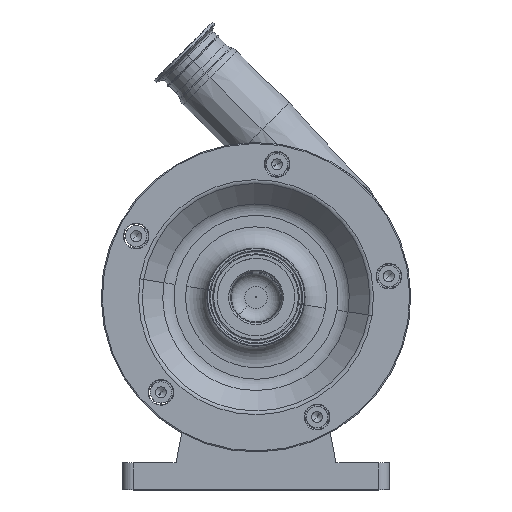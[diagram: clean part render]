
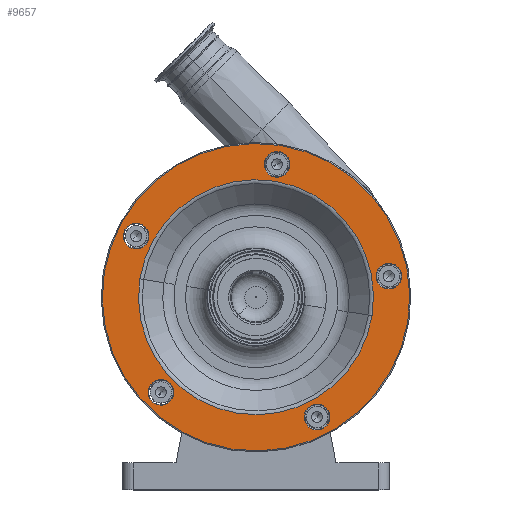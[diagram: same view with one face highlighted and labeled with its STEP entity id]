
A CAD part, top view. The second image highlights one B-rep face of the part: STEP entity #9657.
In plain terms, the highlighted planar face has unit normal (0, 0, 1).
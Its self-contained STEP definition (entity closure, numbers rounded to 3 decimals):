
#96 = AXIS2_PLACEMENT_3D ( 'NONE', #8191, #6750, #6656 ) ;
#115 = ORIENTED_EDGE ( 'NONE', *, *, #9056, .F. ) ;
#173 = ORIENTED_EDGE ( 'NONE', *, *, #13717, .T. ) ;
#274 = DIRECTION ( 'NONE',  ( 0.988, -0.156, 0. ) ) ;
#316 = DIRECTION ( 'NONE',  ( 0.988, -0.156, 0. ) ) ;
#500 = CARTESIAN_POINT ( 'NONE',  ( 69.055, 65.856, 220. ) ) ;
#579 = CARTESIAN_POINT ( 'NONE',  ( 45.351, 69.61, 220. ) ) ;
#957 = CARTESIAN_POINT ( 'NONE',  ( 108.716, 162.781, 220. ) ) ;
#1021 = ORIENTED_EDGE ( 'NONE', *, *, #6804, .F. ) ;
#1103 = CIRCLE ( 'NONE', #14222, 12. ) ;
#1435 = DIRECTION ( 'NONE',  ( 0., 0., 1. ) ) ;
#1506 = DIRECTION ( 'NONE',  ( 0.988, -0.156, 0. ) ) ;
#1779 = CARTESIAN_POINT ( 'NONE',  ( 0., 180., 220. ) ) ;
#1799 = DIRECTION ( 'NONE',  ( 0.988, -0.156, 0. ) ) ;
#1871 = CARTESIAN_POINT ( 'NONE',  ( 112.596, 201.588, 220. ) ) ;
#1906 = VERTEX_POINT ( 'NONE', #16779 ) ;
#1909 = AXIS2_PLACEMENT_3D ( 'NONE', #8455, #1435, #10091 ) ;
#1958 = EDGE_CURVE ( 'NONE', #1906, #10020, #2812, .T. ) ;
#2093 = CARTESIAN_POINT ( 'NONE',  ( -89.095, 90.905, 220. ) ) ;
#2158 = EDGE_CURVE ( 'NONE', #5708, #3632, #8061, .T. ) ;
#2676 = VERTEX_POINT ( 'NONE', #957 ) ;
#2697 = VERTEX_POINT ( 'NONE', #17831 ) ;
#2812 = CIRCLE ( 'NONE', #6038, 12. ) ;
#2947 = CIRCLE ( 'NONE', #6762, 12. ) ;
#2957 = CARTESIAN_POINT ( 'NONE',  ( 19.711, 304.449, 220. ) ) ;
#3094 = ORIENTED_EDGE ( 'NONE', *, *, #1958, .F. ) ;
#3123 = FACE_BOUND ( 'NONE', #7211, .T. ) ;
#3162 = EDGE_LOOP ( 'NONE', ( #173, #12556 ) ) ;
#3278 = AXIS2_PLACEMENT_3D ( 'NONE', #2093, #3550, #3291 ) ;
#3291 = DIRECTION ( 'NONE',  ( 0.988, -0.156, 0. ) ) ;
#3458 = DIRECTION ( 'NONE',  ( 0.988, -0.156, 0. ) ) ;
#3550 = DIRECTION ( 'NONE',  ( 0., 0., 1. ) ) ;
#3632 = VERTEX_POINT ( 'NONE', #12367 ) ;
#3769 = EDGE_CURVE ( 'NONE', #3632, #5708, #10710, .T. ) ;
#3865 = ORIENTED_EDGE ( 'NONE', *, *, #9139, .F. ) ;
#4095 = DIRECTION ( 'NONE',  ( 0.988, -0.156, 0. ) ) ;
#4202 = VERTEX_POINT ( 'NONE', #15352 ) ;
#4322 = FACE_BOUND ( 'NONE', #6828, .T. ) ;
#4323 = AXIS2_PLACEMENT_3D ( 'NONE', #17958, #4709, #7028 ) ;
#4509 = FACE_BOUND ( 'NONE', #14949, .T. ) ;
#4687 = EDGE_LOOP ( 'NONE', ( #16775, #115 ) ) ;
#4709 = DIRECTION ( 'NONE',  ( 0., 0., 1. ) ) ;
#4744 = EDGE_CURVE ( 'NONE', #15705, #11903, #17168, .T. ) ;
#4903 = AXIS2_PLACEMENT_3D ( 'NONE', #13992, #8507, #15626 ) ;
#5254 = VERTEX_POINT ( 'NONE', #7524 ) ;
#5266 = ORIENTED_EDGE ( 'NONE', *, *, #12065, .F. ) ;
#5331 = VERTEX_POINT ( 'NONE', #579 ) ;
#5333 = CIRCLE ( 'NONE', #3278, 12. ) ;
#5620 = PLANE ( 'NONE',  #4903 ) ;
#5708 = VERTEX_POINT ( 'NONE', #12077 ) ;
#5763 = AXIS2_PLACEMENT_3D ( 'NONE', #6299, #14594, #12110 ) ;
#5770 = ORIENTED_EDGE ( 'NONE', *, *, #3769, .F. ) ;
#5976 = FACE_OUTER_BOUND ( 'NONE', #3162, .T. ) ;
#6038 = AXIS2_PLACEMENT_3D ( 'NONE', #16421, #9836, #6773 ) ;
#6299 = CARTESIAN_POINT ( 'NONE',  ( 19.711, 304.449, 220. ) ) ;
#6402 = AXIS2_PLACEMENT_3D ( 'NONE', #7529, #16085, #11712 ) ;
#6532 = AXIS2_PLACEMENT_3D ( 'NONE', #7288, #15845, #1799 ) ;
#6656 = DIRECTION ( 'NONE',  ( 0.988, -0.156, 0. ) ) ;
#6750 = DIRECTION ( 'NONE',  ( 0., 0., 1. ) ) ;
#6762 = AXIS2_PLACEMENT_3D ( 'NONE', #16831, #7095, #12835 ) ;
#6773 = DIRECTION ( 'NONE',  ( 0.988, -0.156, 0. ) ) ;
#6804 = EDGE_CURVE ( 'NONE', #2676, #10467, #14619, .T. ) ;
#6828 = EDGE_LOOP ( 'NONE', ( #1021, #7656 ) ) ;
#6842 = CIRCLE ( 'NONE', #6532, 12. ) ;
#7028 = DIRECTION ( 'NONE',  ( 0.988, -0.156, 0. ) ) ;
#7095 = DIRECTION ( 'NONE',  ( 0., 0., 1. ) ) ;
#7211 = EDGE_LOOP ( 'NONE', ( #3865, #16525 ) ) ;
#7288 = CARTESIAN_POINT ( 'NONE',  ( -89.095, 90.905, 220. ) ) ;
#7450 = CARTESIAN_POINT ( 'NONE',  ( -112.267, 237.203, 220. ) ) ;
#7524 = CARTESIAN_POINT ( 'NONE',  ( -77.243, 89.027, 220. ) ) ;
#7529 = CARTESIAN_POINT ( 'NONE',  ( 0., 180., 220. ) ) ;
#7656 = ORIENTED_EDGE ( 'NONE', *, *, #11010, .F. ) ;
#7926 = DIRECTION ( 'NONE',  ( 0., 0., 1. ) ) ;
#7962 = CIRCLE ( 'NONE', #96, 12. ) ;
#8061 = CIRCLE ( 'NONE', #5763, 12. ) ;
#8191 = CARTESIAN_POINT ( 'NONE',  ( 57.203, 67.733, 220. ) ) ;
#8209 = AXIS2_PLACEMENT_3D ( 'NONE', #15060, #11032, #274 ) ;
#8417 = FACE_BOUND ( 'NONE', #10655, .T. ) ;
#8455 = CARTESIAN_POINT ( 'NONE',  ( 0., 180., 220. ) ) ;
#8507 = DIRECTION ( 'NONE',  ( 0., 0., -1. ) ) ;
#8683 = CIRCLE ( 'NONE', #4323, 12. ) ;
#9056 = EDGE_CURVE ( 'NONE', #5331, #10032, #7962, .T. ) ;
#9139 = EDGE_CURVE ( 'NONE', #5254, #4202, #6842, .T. ) ;
#9565 = AXIS2_PLACEMENT_3D ( 'NONE', #2957, #16822, #1506 ) ;
#9657 = ADVANCED_FACE ( 'NONE', ( #11235, #15711, #3123, #8417, #4322, #5976, #4509 ), #5620, .F. ) ;
#9761 = CIRCLE ( 'NONE', #1909, 144. ) ;
#9836 = DIRECTION ( 'NONE',  ( 0., 0., 1. ) ) ;
#10009 = EDGE_CURVE ( 'NONE', #10032, #5331, #8683, .T. ) ;
#10020 = VERTEX_POINT ( 'NONE', #1871 ) ;
#10028 = EDGE_CURVE ( 'NONE', #11903, #15705, #1103, .T. ) ;
#10032 = VERTEX_POINT ( 'NONE', #500 ) ;
#10091 = DIRECTION ( 'NONE',  ( 0.988, -0.156, 0. ) ) ;
#10381 = ORIENTED_EDGE ( 'NONE', *, *, #10028, .F. ) ;
#10404 = CARTESIAN_POINT ( 'NONE',  ( -142.227, 202.527, 220. ) ) ;
#10467 = VERTEX_POINT ( 'NONE', #14221 ) ;
#10655 = EDGE_LOOP ( 'NONE', ( #15084, #5770 ) ) ;
#10710 = CIRCLE ( 'NONE', #9565, 12. ) ;
#11010 = EDGE_CURVE ( 'NONE', #10467, #2676, #14260, .T. ) ;
#11032 = DIRECTION ( 'NONE',  ( 0., 0., 1. ) ) ;
#11235 = FACE_BOUND ( 'NONE', #12322, .T. ) ;
#11712 = DIRECTION ( 'NONE',  ( 0.988, -0.156, 0. ) ) ;
#11903 = VERTEX_POINT ( 'NONE', #12188 ) ;
#12065 = EDGE_CURVE ( 'NONE', #10020, #1906, #2947, .T. ) ;
#12077 = CARTESIAN_POINT ( 'NONE',  ( 31.563, 302.572, 220. ) ) ;
#12110 = DIRECTION ( 'NONE',  ( 0.988, -0.156, 0. ) ) ;
#12188 = CARTESIAN_POINT ( 'NONE',  ( -124.119, 239.08, 220. ) ) ;
#12322 = EDGE_LOOP ( 'NONE', ( #3094, #5266 ) ) ;
#12367 = CARTESIAN_POINT ( 'NONE',  ( 7.858, 306.326, 220. ) ) ;
#12491 = DIRECTION ( 'NONE',  ( 0., 0., 1. ) ) ;
#12556 = ORIENTED_EDGE ( 'NONE', *, *, #17135, .T. ) ;
#12835 = DIRECTION ( 'NONE',  ( 0.988, -0.156, 0. ) ) ;
#13018 = DIRECTION ( 'NONE',  ( 0., 0., 1. ) ) ;
#13499 = CARTESIAN_POINT ( 'NONE',  ( -112.267, 237.203, 220. ) ) ;
#13717 = EDGE_CURVE ( 'NONE', #2697, #14628, #14901, .T. ) ;
#13966 = EDGE_CURVE ( 'NONE', #4202, #5254, #5333, .T. ) ;
#13992 = CARTESIAN_POINT ( 'NONE',  ( 22.527, 322.227, 220. ) ) ;
#14221 = CARTESIAN_POINT ( 'NONE',  ( -108.716, 197.219, 220. ) ) ;
#14222 = AXIS2_PLACEMENT_3D ( 'NONE', #7450, #13018, #4095 ) ;
#14260 = CIRCLE ( 'NONE', #6402, 110.071 ) ;
#14269 = AXIS2_PLACEMENT_3D ( 'NONE', #13499, #7926, #3458 ) ;
#14594 = DIRECTION ( 'NONE',  ( 0., 0., 1. ) ) ;
#14619 = CIRCLE ( 'NONE', #15484, 110.071 ) ;
#14628 = VERTEX_POINT ( 'NONE', #10404 ) ;
#14758 = CARTESIAN_POINT ( 'NONE',  ( -100.415, 235.326, 220. ) ) ;
#14901 = CIRCLE ( 'NONE', #8209, 144. ) ;
#14949 = EDGE_LOOP ( 'NONE', ( #14962, #10381 ) ) ;
#14962 = ORIENTED_EDGE ( 'NONE', *, *, #4744, .F. ) ;
#15060 = CARTESIAN_POINT ( 'NONE',  ( 0., 180., 220. ) ) ;
#15084 = ORIENTED_EDGE ( 'NONE', *, *, #2158, .F. ) ;
#15352 = CARTESIAN_POINT ( 'NONE',  ( -100.948, 92.782, 220. ) ) ;
#15484 = AXIS2_PLACEMENT_3D ( 'NONE', #1779, #12491, #316 ) ;
#15626 = DIRECTION ( 'NONE',  ( -0.988, 0.156, 0. ) ) ;
#15705 = VERTEX_POINT ( 'NONE', #14758 ) ;
#15711 = FACE_BOUND ( 'NONE', #4687, .T. ) ;
#15845 = DIRECTION ( 'NONE',  ( 0., 0., 1. ) ) ;
#16085 = DIRECTION ( 'NONE',  ( 0., 0., 1. ) ) ;
#16421 = CARTESIAN_POINT ( 'NONE',  ( 124.449, 199.711, 220. ) ) ;
#16525 = ORIENTED_EDGE ( 'NONE', *, *, #13966, .F. ) ;
#16775 = ORIENTED_EDGE ( 'NONE', *, *, #10009, .F. ) ;
#16779 = CARTESIAN_POINT ( 'NONE',  ( 136.301, 197.834, 220. ) ) ;
#16822 = DIRECTION ( 'NONE',  ( 0., 0., 1. ) ) ;
#16831 = CARTESIAN_POINT ( 'NONE',  ( 124.449, 199.711, 220. ) ) ;
#17135 = EDGE_CURVE ( 'NONE', #14628, #2697, #9761, .T. ) ;
#17168 = CIRCLE ( 'NONE', #14269, 12. ) ;
#17831 = CARTESIAN_POINT ( 'NONE',  ( 142.227, 157.473, 220. ) ) ;
#17958 = CARTESIAN_POINT ( 'NONE',  ( 57.203, 67.733, 220. ) ) ;
